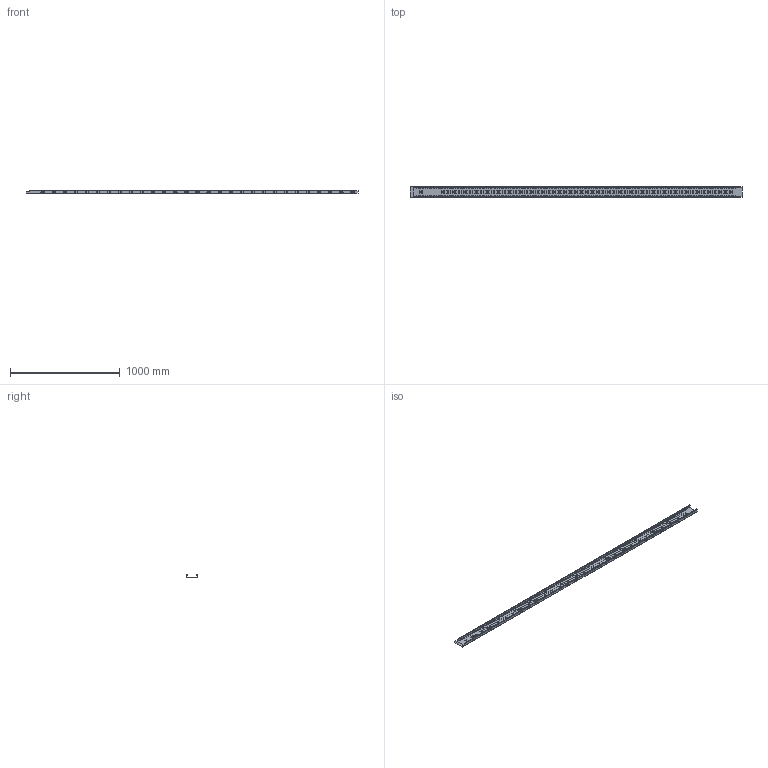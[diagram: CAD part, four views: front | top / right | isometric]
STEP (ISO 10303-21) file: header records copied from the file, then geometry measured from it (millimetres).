
FILE_DESCRIPTION(/* description */ (''),/* implementation_level */ '2;1');
FILE_NAME(/* name */ '480046.stp',/* time_stamp */ '2023-12-19T13:42:40+01:00',/* author */ ('bonnaudn'),/* organization */ (''),/* preprocessor_version */ 'ST-DEVELOPER v19.2',/* originating_system */ 'AutoCAD Mechanical',/* authorisation */ '');
FILE_SCHEMA (('AUTOMOTIVE_DESIGN { 1 0 10303 214 3 1 1 }'));
Length unit declared in the file: millimetre
Products named in the file (1): Product
Bounding box: 3030 x 100.4 x 27.2 mm (x, y, z)
Volume: 317012.4 mm3; surface area: 1183443.7 mm2
Topology: 1 solids, 628 shells, 684 faces, 2527 edges, 2472 vertices
Faces by surface type: plane 658, cylinder 22, torus 4
Entity records: 28932 total; most frequent: CARTESIAN_POINT 5698, DIRECTION 5149, ORIENTED_EDGE 2683, EDGE_CURVE 2527, VERTEX_POINT 2472, AXIS2_PLACEMENT_3D 1939, LINE 1271, VECTOR 1271
